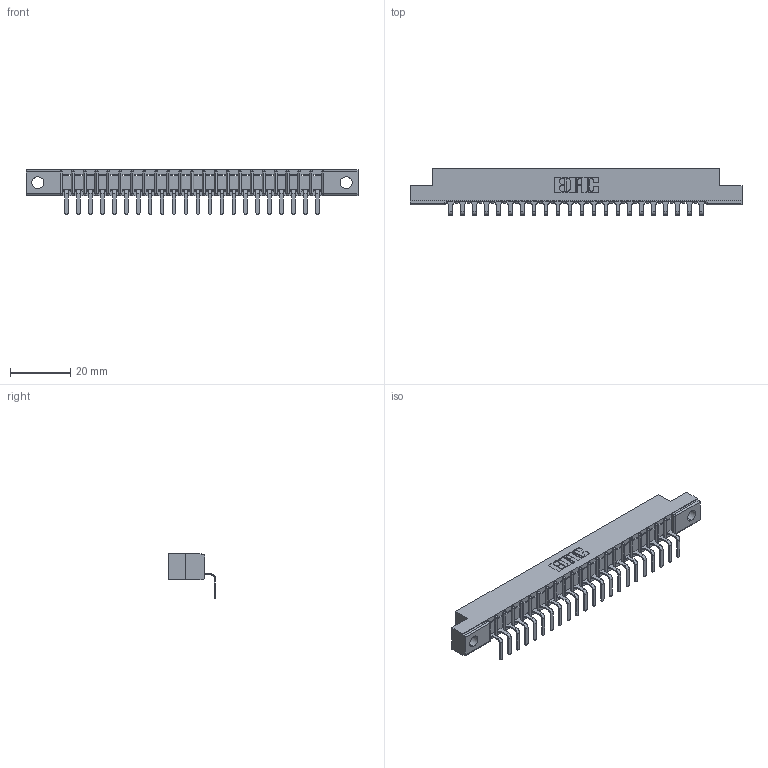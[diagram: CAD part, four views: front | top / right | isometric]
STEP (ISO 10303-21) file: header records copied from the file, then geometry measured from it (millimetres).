
FILE_DESCRIPTION (( 'STEP AP203' ), '1' );
FILE_NAME ('307-022-559-104.STEP', '2019-09-04T16:18:04', ( '' ), ( '' ), 'SwSTEP 2.0', 'SolidWorks 2016', '' );
FILE_SCHEMA (( 'CONFIG_CONTROL_DESIGN' ));
Length unit declared in the file: inch
Products named in the file (3): 307-290-001_558 559 - 1 (Single); 307 Part_.156 Dia Mounting Holes; 307-022-559-104
Assembly tree (23 placements, depth 2):
  307-022-559-104
    307 Part_.156 Dia Mounting Holes
    307-290-001_558 559 - 1 (Single)  x22
Bounding box: 110.19 x 15.46 x 14.81 mm (x, y, z)
Volume: 6877.6 mm3; surface area: 10684.2 mm2
Topology: 23 solids, 23 shells, 1475 faces, 4187 edges, 2698 vertices
Faces by surface type: plane 942, cylinder 487, sphere 46
Entity records: 21848 total; most frequent: CARTESIAN_POINT 3678, ORIENTED_EDGE 3662, DIRECTION 3581, EDGE_CURVE 1831, VECTOR 1403, LINE 1403, VERTEX_POINT 1186, AXIS2_PLACEMENT_3D 1089
